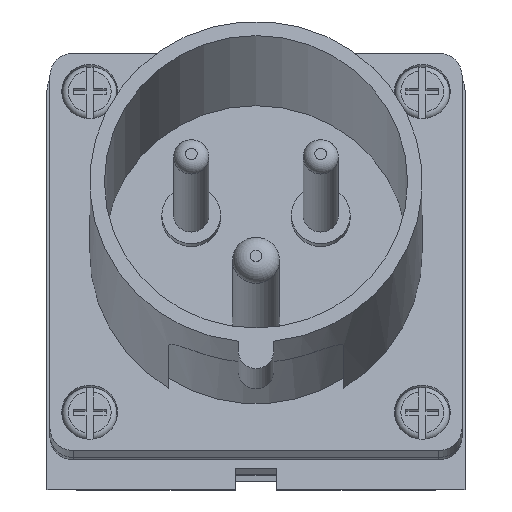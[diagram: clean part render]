
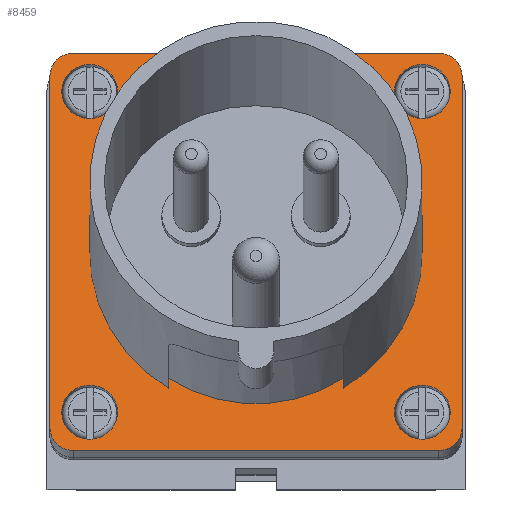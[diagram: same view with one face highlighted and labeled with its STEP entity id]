
A CAD part, top view. The second image highlights one B-rep face of the part: STEP entity #8459.
In plain terms, the highlighted face is planar.
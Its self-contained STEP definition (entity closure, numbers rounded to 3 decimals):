
#18 = FACE_BOUND ( 'NONE', #6249, .T. ) ;
#253 = ORIENTED_EDGE ( 'NONE', *, *, #5329, .T. ) ;
#278 = CARTESIAN_POINT ( 'NONE',  ( 0., 5., 14.875 ) ) ;
#374 = DIRECTION ( 'NONE',  ( 0., 0., 1. ) ) ;
#510 = VERTEX_POINT ( 'NONE', #7889 ) ;
#672 = EDGE_CURVE ( 'NONE', #6803, #6803, #1258, .T. ) ;
#798 = FACE_BOUND ( 'NONE', #979, .T. ) ;
#825 = LINE ( 'NONE', #5706, #8974 ) ;
#830 = AXIS2_PLACEMENT_3D ( 'NONE', #4020, #4816, #9190 ) ;
#922 = EDGE_CURVE ( 'NONE', #5783, #7482, #3261, .T. ) ;
#979 = EDGE_LOOP ( 'NONE', ( #7641 ) ) ;
#989 = CIRCLE ( 'NONE', #2215, 4.75 ) ;
#996 = DIRECTION ( 'NONE',  ( 0., 1., 0. ) ) ;
#1064 = ORIENTED_EDGE ( 'NONE', *, *, #1877, .F. ) ;
#1143 = VERTEX_POINT ( 'NONE', #9036 ) ;
#1171 = VERTEX_POINT ( 'NONE', #7093 ) ;
#1188 = DIRECTION ( 'NONE',  ( 0., 1., 0. ) ) ;
#1192 = CARTESIAN_POINT ( 'NONE',  ( -28.25, 5., 28.25 ) ) ;
#1230 = LINE ( 'NONE', #3587, #2681 ) ;
#1258 = CIRCLE ( 'NONE', #1858, 4.75 ) ;
#1359 = ORIENTED_EDGE ( 'NONE', *, *, #8167, .F. ) ;
#1385 = VERTEX_POINT ( 'NONE', #7156 ) ;
#1418 = CARTESIAN_POINT ( 'NONE',  ( 28.25, 5., -28.25 ) ) ;
#1443 = EDGE_CURVE ( 'NONE', #9308, #2656, #825, .T. ) ;
#1470 = FACE_BOUND ( 'NONE', #7645, .T. ) ;
#1503 = CIRCLE ( 'NONE', #5044, 4. ) ;
#1605 = FACE_OUTER_BOUND ( 'NONE', #6887, .T. ) ;
#1654 = CARTESIAN_POINT ( 'NONE',  ( -31., 5., 35. ) ) ;
#1858 = AXIS2_PLACEMENT_3D ( 'NONE', #1418, #2132, #8706 ) ;
#1877 = EDGE_CURVE ( 'NONE', #1171, #1171, #989, .T. ) ;
#2001 = CIRCLE ( 'NONE', #8032, 26.75 ) ;
#2057 = CARTESIAN_POINT ( 'NONE',  ( 0., 5., 0. ) ) ;
#2059 = CARTESIAN_POINT ( 'NONE',  ( 31., 5., 35. ) ) ;
#2108 = CARTESIAN_POINT ( 'NONE',  ( 35., 5., -31. ) ) ;
#2132 = DIRECTION ( 'NONE',  ( 0., 1., 0. ) ) ;
#2215 = AXIS2_PLACEMENT_3D ( 'NONE', #4470, #996, #8940 ) ;
#2380 = ORIENTED_EDGE ( 'NONE', *, *, #4933, .T. ) ;
#2391 = LINE ( 'NONE', #278, #5906 ) ;
#2473 = AXIS2_PLACEMENT_3D ( 'NONE', #5083, #8786, #6698 ) ;
#2514 = DIRECTION ( 'NONE',  ( 0., 0., -1. ) ) ;
#2522 = ORIENTED_EDGE ( 'NONE', *, *, #4717, .T. ) ;
#2581 = CARTESIAN_POINT ( 'NONE',  ( -22.233, 5., -14.875 ) ) ;
#2656 = VERTEX_POINT ( 'NONE', #2108 ) ;
#2681 = VECTOR ( 'NONE', #5011, 1000. ) ;
#2835 = EDGE_CURVE ( 'NONE', #7482, #5100, #9133, .T. ) ;
#2840 = DIRECTION ( 'NONE',  ( 0., 1., 0. ) ) ;
#2847 = VERTEX_POINT ( 'NONE', #8242 ) ;
#2853 = EDGE_LOOP ( 'NONE', ( #6851 ) ) ;
#2936 = AXIS2_PLACEMENT_3D ( 'NONE', #3806, #6793, #7053 ) ;
#3181 = EDGE_CURVE ( 'NONE', #5821, #4466, #3908, .T. ) ;
#3258 = CIRCLE ( 'NONE', #2473, 4. ) ;
#3261 = CIRCLE ( 'NONE', #830, 28.25 ) ;
#3303 = EDGE_CURVE ( 'NONE', #8690, #5052, #1230, .T. ) ;
#3422 = DIRECTION ( 'NONE',  ( 0., 0., -1. ) ) ;
#3453 = AXIS2_PLACEMENT_3D ( 'NONE', #4064, #1188, #2514 ) ;
#3587 = CARTESIAN_POINT ( 'NONE',  ( 35., 5., 35. ) ) ;
#3627 = DIRECTION ( 'NONE',  ( 0., 1., 0. ) ) ;
#3636 = ORIENTED_EDGE ( 'NONE', *, *, #2835, .F. ) ;
#3638 = ORIENTED_EDGE ( 'NONE', *, *, #3181, .T. ) ;
#3723 = CIRCLE ( 'NONE', #7002, 4. ) ;
#3768 = LINE ( 'NONE', #8894, #4718 ) ;
#3806 = CARTESIAN_POINT ( 'NONE',  ( 0., 5., 0. ) ) ;
#3873 = EDGE_CURVE ( 'NONE', #4894, #5821, #3768, .T. ) ;
#3908 = CIRCLE ( 'NONE', #3453, 4. ) ;
#3965 = DIRECTION ( 'NONE',  ( 1., 0., 0. ) ) ;
#4012 = DIRECTION ( 'NONE',  ( 0., 1., 0. ) ) ;
#4020 = CARTESIAN_POINT ( 'NONE',  ( 0., 5., 0. ) ) ;
#4064 = CARTESIAN_POINT ( 'NONE',  ( -31., 5., -31. ) ) ;
#4245 = AXIS2_PLACEMENT_3D ( 'NONE', #1192, #8723, #4912 ) ;
#4256 = DIRECTION ( 'NONE',  ( 0., 0., -1. ) ) ;
#4282 = DIRECTION ( 'NONE',  ( 0., 0., 1. ) ) ;
#4466 = VERTEX_POINT ( 'NONE', #7168 ) ;
#4470 = CARTESIAN_POINT ( 'NONE',  ( 28.25, 5., 28.25 ) ) ;
#4717 = EDGE_CURVE ( 'NONE', #5052, #9308, #3723, .T. ) ;
#4718 = VECTOR ( 'NONE', #6795, 1000. ) ;
#4816 = DIRECTION ( 'NONE',  ( 0., 1., 0. ) ) ;
#4860 = EDGE_CURVE ( 'NONE', #2847, #8690, #3258, .T. ) ;
#4894 = VERTEX_POINT ( 'NONE', #6974 ) ;
#4912 = DIRECTION ( 'NONE',  ( 0., 0., -1. ) ) ;
#4933 = EDGE_CURVE ( 'NONE', #5783, #510, #2391, .T. ) ;
#5011 = DIRECTION ( 'NONE',  ( 1., 0., 0. ) ) ;
#5044 = AXIS2_PLACEMENT_3D ( 'NONE', #7986, #3627, #4256 ) ;
#5052 = VERTEX_POINT ( 'NONE', #2059 ) ;
#5083 = CARTESIAN_POINT ( 'NONE',  ( -31., 5., 31. ) ) ;
#5100 = VERTEX_POINT ( 'NONE', #2581 ) ;
#5200 = LINE ( 'NONE', #6570, #7770 ) ;
#5329 = EDGE_CURVE ( 'NONE', #4466, #2847, #5200, .T. ) ;
#5378 = ORIENTED_EDGE ( 'NONE', *, *, #1443, .T. ) ;
#5555 = ORIENTED_EDGE ( 'NONE', *, *, #8784, .F. ) ;
#5706 = CARTESIAN_POINT ( 'NONE',  ( 35., 5., -35. ) ) ;
#5783 = VERTEX_POINT ( 'NONE', #6187 ) ;
#5821 = VERTEX_POINT ( 'NONE', #9159 ) ;
#5906 = VECTOR ( 'NONE', #9148, 1000. ) ;
#6003 = FACE_BOUND ( 'NONE', #8713, .T. ) ;
#6181 = ORIENTED_EDGE ( 'NONE', *, *, #3303, .T. ) ;
#6187 = CARTESIAN_POINT ( 'NONE',  ( -24.017, 5., 14.875 ) ) ;
#6249 = EDGE_LOOP ( 'NONE', ( #7090, #2380, #5555, #3636 ) ) ;
#6271 = AXIS2_PLACEMENT_3D ( 'NONE', #8385, #4012, #374 ) ;
#6570 = CARTESIAN_POINT ( 'NONE',  ( -35., 5., -35. ) ) ;
#6698 = DIRECTION ( 'NONE',  ( 0., 0., -1. ) ) ;
#6753 = PLANE ( 'NONE',  #2936 ) ;
#6793 = DIRECTION ( 'NONE',  ( 0., -1., 0. ) ) ;
#6795 = DIRECTION ( 'NONE',  ( -1., 0., 0. ) ) ;
#6803 = VERTEX_POINT ( 'NONE', #6897 ) ;
#6816 = CARTESIAN_POINT ( 'NONE',  ( 0., 5., -14.875 ) ) ;
#6851 = ORIENTED_EDGE ( 'NONE', *, *, #672, .F. ) ;
#6887 = EDGE_LOOP ( 'NONE', ( #6181, #2522, #5378, #8001, #9226, #3638, #253, #6929 ) ) ;
#6897 = CARTESIAN_POINT ( 'NONE',  ( 28.25, 5., -33. ) ) ;
#6929 = ORIENTED_EDGE ( 'NONE', *, *, #4860, .T. ) ;
#6974 = CARTESIAN_POINT ( 'NONE',  ( 31., 5., -35. ) ) ;
#7002 = AXIS2_PLACEMENT_3D ( 'NONE', #9467, #2840, #3422 ) ;
#7053 = DIRECTION ( 'NONE',  ( 0., 0., -1. ) ) ;
#7090 = ORIENTED_EDGE ( 'NONE', *, *, #922, .F. ) ;
#7093 = CARTESIAN_POINT ( 'NONE',  ( 28.25, 5., 33. ) ) ;
#7156 = CARTESIAN_POINT ( 'NONE',  ( -28.25, 5., 23.5 ) ) ;
#7168 = CARTESIAN_POINT ( 'NONE',  ( -35., 5., -31. ) ) ;
#7482 = VERTEX_POINT ( 'NONE', #7966 ) ;
#7641 = ORIENTED_EDGE ( 'NONE', *, *, #9248, .F. ) ;
#7645 = EDGE_LOOP ( 'NONE', ( #1359 ) ) ;
#7770 = VECTOR ( 'NONE', #9426, 1000. ) ;
#7889 = CARTESIAN_POINT ( 'NONE',  ( -22.233, 5., 14.875 ) ) ;
#7943 = VECTOR ( 'NONE', #3965, 1000. ) ;
#7958 = CARTESIAN_POINT ( 'NONE',  ( 35., 5., 31. ) ) ;
#7966 = CARTESIAN_POINT ( 'NONE',  ( -24.017, 5., -14.875 ) ) ;
#7986 = CARTESIAN_POINT ( 'NONE',  ( 31., 5., -31. ) ) ;
#8001 = ORIENTED_EDGE ( 'NONE', *, *, #9395, .T. ) ;
#8032 = AXIS2_PLACEMENT_3D ( 'NONE', #2057, #9456, #4282 ) ;
#8123 = CIRCLE ( 'NONE', #6271, 4.75 ) ;
#8167 = EDGE_CURVE ( 'NONE', #1143, #1143, #8123, .T. ) ;
#8242 = CARTESIAN_POINT ( 'NONE',  ( -35., 5., 31. ) ) ;
#8385 = CARTESIAN_POINT ( 'NONE',  ( -28.25, 5., -28.25 ) ) ;
#8407 = CIRCLE ( 'NONE', #4245, 4.75 ) ;
#8459 = ADVANCED_FACE ( 'NONE', ( #798, #6003, #8892, #1470, #18, #1605 ), #6753, .F. ) ;
#8637 = DIRECTION ( 'NONE',  ( 0., 0., -1. ) ) ;
#8690 = VERTEX_POINT ( 'NONE', #1654 ) ;
#8706 = DIRECTION ( 'NONE',  ( 0., 0., -1. ) ) ;
#8713 = EDGE_LOOP ( 'NONE', ( #1064 ) ) ;
#8723 = DIRECTION ( 'NONE',  ( 0., 1., 0. ) ) ;
#8784 = EDGE_CURVE ( 'NONE', #5100, #510, #2001, .T. ) ;
#8786 = DIRECTION ( 'NONE',  ( 0., 1., 0. ) ) ;
#8892 = FACE_BOUND ( 'NONE', #2853, .T. ) ;
#8894 = CARTESIAN_POINT ( 'NONE',  ( 35., 5., -35. ) ) ;
#8940 = DIRECTION ( 'NONE',  ( 0., 0., 1. ) ) ;
#8974 = VECTOR ( 'NONE', #8637, 1000. ) ;
#9036 = CARTESIAN_POINT ( 'NONE',  ( -28.25, 5., -23.5 ) ) ;
#9133 = LINE ( 'NONE', #6816, #7943 ) ;
#9148 = DIRECTION ( 'NONE',  ( 1., 0., 0. ) ) ;
#9159 = CARTESIAN_POINT ( 'NONE',  ( -31., 5., -35. ) ) ;
#9190 = DIRECTION ( 'NONE',  ( 0., 0., -1. ) ) ;
#9226 = ORIENTED_EDGE ( 'NONE', *, *, #3873, .T. ) ;
#9248 = EDGE_CURVE ( 'NONE', #1385, #1385, #8407, .T. ) ;
#9308 = VERTEX_POINT ( 'NONE', #7958 ) ;
#9395 = EDGE_CURVE ( 'NONE', #2656, #4894, #1503, .T. ) ;
#9426 = DIRECTION ( 'NONE',  ( 0., 0., 1. ) ) ;
#9456 = DIRECTION ( 'NONE',  ( 0., 1., 0. ) ) ;
#9467 = CARTESIAN_POINT ( 'NONE',  ( 31., 5., 31. ) ) ;
